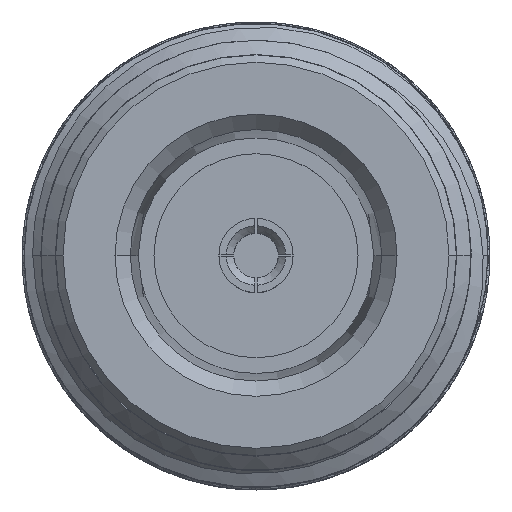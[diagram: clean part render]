
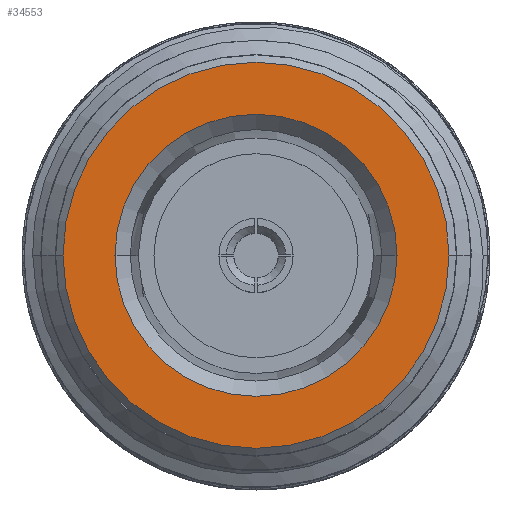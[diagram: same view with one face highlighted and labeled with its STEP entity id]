
A CAD part, top view. The second image highlights one B-rep face of the part: STEP entity #34553.
In plain terms, the highlighted face is planar.
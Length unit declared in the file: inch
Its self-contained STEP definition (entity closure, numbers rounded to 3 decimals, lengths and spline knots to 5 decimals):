
#503 = DIRECTION ( 'NONE',  ( 1., 0., 0. ) ) ;
#2607 = CIRCLE ( 'NONE', #102831, 0.19 ) ;
#6384 = EDGE_CURVE ( 'NONE', #36449, #36011, #69993, .T. ) ;
#12692 = ORIENTED_EDGE ( 'NONE', *, *, #52535, .T. ) ;
#13544 = CARTESIAN_POINT ( 'NONE',  ( 0., 0., 0. ) ) ;
#20202 = VERTEX_POINT ( 'NONE', #27822 ) ;
#21049 = AXIS2_PLACEMENT_3D ( 'NONE', #102672, #46164, #30515 ) ;
#23229 = ORIENTED_EDGE ( 'NONE', *, *, #6384, .T. ) ;
#27822 = CARTESIAN_POINT ( 'NONE',  ( 0., 0., 0.19 ) ) ;
#28813 = PLANE ( 'NONE',  #94802 ) ;
#30515 = DIRECTION ( 'NONE',  ( 0., 0., 1. ) ) ;
#30872 = ORIENTED_EDGE ( 'NONE', *, *, #35758, .T. ) ;
#31249 = DIRECTION ( 'NONE',  ( -1., 0., 0. ) ) ;
#34553 = ADVANCED_FACE ( 'NONE', ( #91754, #47278 ), #28813, .T. ) ;
#35758 = EDGE_CURVE ( 'NONE', #20202, #88339, #88153, .T. ) ;
#36011 = VERTEX_POINT ( 'NONE', #62331 ) ;
#36449 = VERTEX_POINT ( 'NONE', #63605 ) ;
#36462 = DIRECTION ( 'NONE',  ( -1., 0., 0. ) ) ;
#39908 = EDGE_CURVE ( 'NONE', #88339, #20202, #2607, .T. ) ;
#41133 = EDGE_LOOP ( 'NONE', ( #30872, #66100 ) ) ;
#46164 = DIRECTION ( 'NONE',  ( -1., 0., 0. ) ) ;
#47278 = FACE_BOUND ( 'NONE', #41133, .T. ) ;
#52535 = EDGE_CURVE ( 'NONE', #36011, #36449, #77234, .T. ) ;
#54406 = EDGE_LOOP ( 'NONE', ( #23229, #12692 ) ) ;
#54734 = DIRECTION ( 'NONE',  ( 0., 0., 1. ) ) ;
#57442 = AXIS2_PLACEMENT_3D ( 'NONE', #89066, #97214, #81252 ) ;
#57627 = DIRECTION ( 'NONE',  ( 0., 0., 1. ) ) ;
#59273 = CARTESIAN_POINT ( 'NONE',  ( 0., 0., 0. ) ) ;
#59342 = CARTESIAN_POINT ( 'NONE',  ( 0., 0., -0.19 ) ) ;
#62331 = CARTESIAN_POINT ( 'NONE',  ( 0., 0., 0.26 ) ) ;
#63605 = CARTESIAN_POINT ( 'NONE',  ( 0., 0., -0.26 ) ) ;
#66100 = ORIENTED_EDGE ( 'NONE', *, *, #39908, .T. ) ;
#69993 = CIRCLE ( 'NONE', #21049, 0.26 ) ;
#77234 = CIRCLE ( 'NONE', #97247, 0.26 ) ;
#81252 = DIRECTION ( 'NONE',  ( 0., 0., 1. ) ) ;
#88153 = CIRCLE ( 'NONE', #57442, 0.19 ) ;
#88339 = VERTEX_POINT ( 'NONE', #59342 ) ;
#89066 = CARTESIAN_POINT ( 'NONE',  ( 0., 0., 0. ) ) ;
#91754 = FACE_OUTER_BOUND ( 'NONE', #54406, .T. ) ;
#94802 = AXIS2_PLACEMENT_3D ( 'NONE', #13544, #31249, #54734 ) ;
#97214 = DIRECTION ( 'NONE',  ( 1., 0., 0. ) ) ;
#97247 = AXIS2_PLACEMENT_3D ( 'NONE', #59273, #36462, #100424 ) ;
#98482 = CARTESIAN_POINT ( 'NONE',  ( 0., 0., 0. ) ) ;
#100424 = DIRECTION ( 'NONE',  ( 0., 0., 1. ) ) ;
#102672 = CARTESIAN_POINT ( 'NONE',  ( 0., 0., 0. ) ) ;
#102831 = AXIS2_PLACEMENT_3D ( 'NONE', #98482, #503, #57627 ) ;
